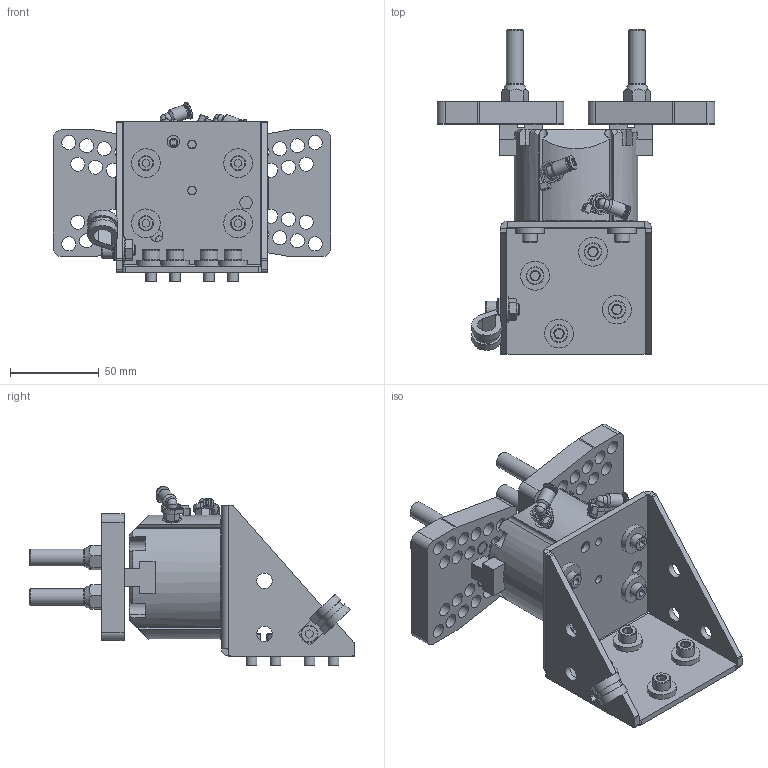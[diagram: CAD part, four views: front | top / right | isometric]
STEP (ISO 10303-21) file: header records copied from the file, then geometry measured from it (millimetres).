
FILE_DESCRIPTION (( 'STEP AP214' ), '1' );
FILE_NAME ('09-0740.STEP', '2024-05-16T17:38:21', ( '' ), ( '' ), 'SwSTEP 2.0', 'SolidWorks 2022', '' );
FILE_SCHEMA (( 'AUTOMOTIVE_DESIGN' ));
Length unit declared in the file: inch
Products named in the file (17): 10000173332; 10000016273; 10000192358; 10000012881; 59-2040; 40-1632; 10000258507; 45-0045; 10000094571_Standard; 46-0015; 10000105593; 09-0740; 70-0007; 10000256606; 70-0008; 10000192359; 10000192357_OPEN
Assembly tree (38 placements, depth 3):
  09-0740
    10000256606  x2
    10000192357_OPEN
      10000192359  x2
      10000192358
    10000105593  x4
    10000258507
    45-0045  x8
    10000016273  x4
    10000012881  x4
    10000173332  x4
    10000094571_Standard  x2
    70-0007
    70-0008
    40-1632
    59-2040
    46-0015
Bounding box: 156.8 x 183.34 x 101.23 mm (x, y, z)
Volume: 365592.2 mm3; surface area: 141115.2 mm2
Topology: 40 solids, 40 shells, 954 faces, 2205 edges, 1404 vertices
Faces by surface type: plane 489, cylinder 289, cone 147, torus 25, sphere 4
Full cylindrical faces by diameter (mm): 1.7 x2, 2.286 x2, 4 x2, 4.8 x2, 5 x8, 5.105 x3, 5.3 x4, 5.842 x4, 6 x6, 6.35 x5, 7 x11, 7.01 x8, 7.388 x2, 7.6 x4, 7.937 x14, 7.938 x38, 8 x2, 8.5 x8, 8.738 x6, 9.017 x1, 9.525 x6, 10 x8, 14.732 x1, 16.256 x8
Entity records: 23065 total; most frequent: CARTESIAN_POINT 3771, DIRECTION 2986, ORIENTED_EDGE 2676, EDGE_CURVE 1338, AXIS2_PLACEMENT_3D 1125, VERTEX_POINT 924, EDGE_LOOP 864, VECTOR 736
